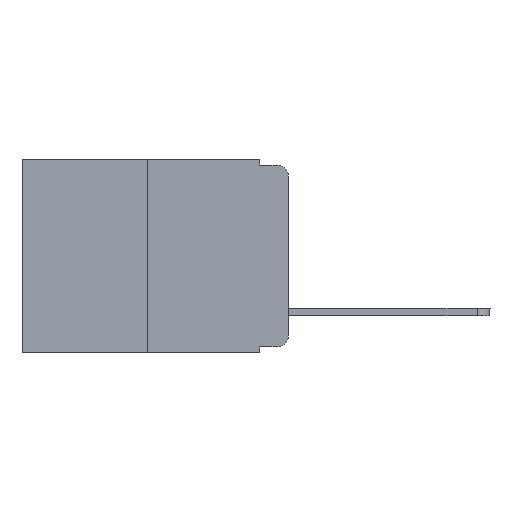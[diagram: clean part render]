
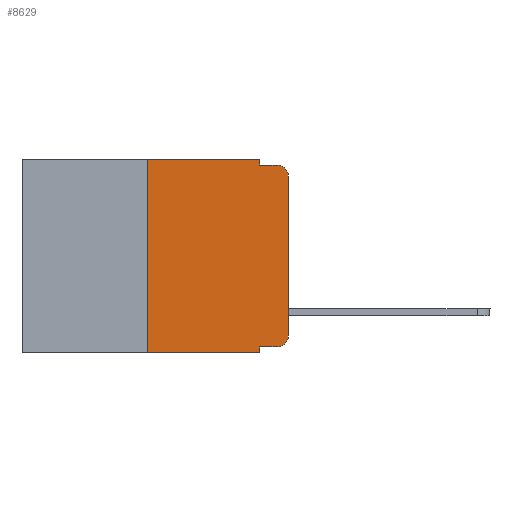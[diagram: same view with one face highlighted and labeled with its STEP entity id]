
A CAD part, left-side view. The second image highlights one B-rep face of the part: STEP entity #8629.
In plain terms, the highlighted planar face has unit normal (-1, 0, 0).
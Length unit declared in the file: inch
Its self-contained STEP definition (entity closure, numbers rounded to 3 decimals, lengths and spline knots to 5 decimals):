
#245 = CARTESIAN_POINT ( 'NONE',  ( 0., 0.473, 0. ) ) ;
#1003 = ORIENTED_EDGE ( 'NONE', *, *, #10434, .F. ) ;
#1104 = VERTEX_POINT ( 'NONE', #15309 ) ;
#1347 = CARTESIAN_POINT ( 'NONE',  ( 0., 0.051, 0. ) ) ;
#1378 = VECTOR ( 'NONE', #13855, 39.37008 ) ;
#1785 = VERTEX_POINT ( 'NONE', #7454 ) ;
#1786 = ORIENTED_EDGE ( 'NONE', *, *, #8292, .T. ) ;
#1905 = CARTESIAN_POINT ( 'NONE',  ( 0., 0., 0. ) ) ;
#1953 = VECTOR ( 'NONE', #3212, 39.37008 ) ;
#2137 = CARTESIAN_POINT ( 'NONE',  ( 0., 0.051, -0.333 ) ) ;
#2141 = VERTEX_POINT ( 'NONE', #2137 ) ;
#2829 = LINE ( 'NONE', #8207, #3994 ) ;
#2983 = DIRECTION ( 'NONE',  ( -1., 0., 0. ) ) ;
#3162 = DIRECTION ( 'NONE',  ( 0., 0., -1. ) ) ;
#3163 = CARTESIAN_POINT ( 'NONE',  ( 0., 0.02, -0.03 ) ) ;
#3212 = DIRECTION ( 'NONE',  ( 0., 0., 1. ) ) ;
#3615 = CARTESIAN_POINT ( 'NONE',  ( 0., 0.25, 0. ) ) ;
#3884 = EDGE_CURVE ( 'NONE', #1785, #8339, #17256, .T. ) ;
#3994 = VECTOR ( 'NONE', #5359, 39.37008 ) ;
#4735 = CARTESIAN_POINT ( 'NONE',  ( 0., 0.051, 0. ) ) ;
#5359 = DIRECTION ( 'NONE',  ( 0., -1., 0. ) ) ;
#5648 = EDGE_LOOP ( 'NONE', ( #5917, #16807, #13075, #16828, #11869, #1003, #1786, #14328, #9939, #7935 ) ) ;
#5917 = ORIENTED_EDGE ( 'NONE', *, *, #9157, .T. ) ;
#6008 = EDGE_CURVE ( 'NONE', #16209, #8643, #17451, .T. ) ;
#6068 = VERTEX_POINT ( 'NONE', #16779 ) ;
#6134 = DIRECTION ( 'NONE',  ( -1., 0., 0. ) ) ;
#6347 = LINE ( 'NONE', #7540, #14760 ) ;
#6567 = DIRECTION ( 'NONE',  ( 0., 0., 1. ) ) ;
#7134 = CARTESIAN_POINT ( 'NONE',  ( 0., 0.02, -0.313 ) ) ;
#7280 = CARTESIAN_POINT ( 'NONE',  ( 0., 0.051, -0.343 ) ) ;
#7350 = DIRECTION ( 'NONE',  ( 0., 0., -1. ) ) ;
#7435 = AXIS2_PLACEMENT_3D ( 'NONE', #7134, #2983, #8619 ) ;
#7454 = CARTESIAN_POINT ( 'NONE',  ( 0., 0.02, -0.333 ) ) ;
#7503 = FACE_OUTER_BOUND ( 'NONE', #5648, .T. ) ;
#7540 = CARTESIAN_POINT ( 'NONE',  ( 0., 0.051, 0. ) ) ;
#7593 = AXIS2_PLACEMENT_3D ( 'NONE', #3163, #6134, #14502 ) ;
#7935 = ORIENTED_EDGE ( 'NONE', *, *, #3884, .T. ) ;
#8051 = LINE ( 'NONE', #3615, #11551 ) ;
#8207 = CARTESIAN_POINT ( 'NONE',  ( 0., 0.051, -0.333 ) ) ;
#8292 = EDGE_CURVE ( 'NONE', #8657, #17684, #16372, .T. ) ;
#8339 = VERTEX_POINT ( 'NONE', #17972 ) ;
#8619 = DIRECTION ( 'NONE',  ( 0., 0., -1. ) ) ;
#8629 = ADVANCED_FACE ( 'NONE', ( #7503 ), #15892, .F. ) ;
#8643 = VERTEX_POINT ( 'NONE', #10500 ) ;
#8657 = VERTEX_POINT ( 'NONE', #15136 ) ;
#9157 = EDGE_CURVE ( 'NONE', #8339, #17216, #11770, .T. ) ;
#9939 = ORIENTED_EDGE ( 'NONE', *, *, #12346, .T. ) ;
#9941 = CARTESIAN_POINT ( 'NONE',  ( 0., 0., -0.03 ) ) ;
#10353 = CARTESIAN_POINT ( 'NONE',  ( 0., 0.051, -0.01 ) ) ;
#10378 = DIRECTION ( 'NONE',  ( 0., 0., -1. ) ) ;
#10434 = EDGE_CURVE ( 'NONE', #8657, #1104, #8051, .T. ) ;
#10500 = CARTESIAN_POINT ( 'NONE',  ( 0., 0.051, -0.01 ) ) ;
#10512 = VECTOR ( 'NONE', #13342, 39.37008 ) ;
#11551 = VECTOR ( 'NONE', #6567, 39.37008 ) ;
#11770 = LINE ( 'NONE', #1905, #1953 ) ;
#11817 = CARTESIAN_POINT ( 'NONE',  ( 0., 0.473, 0. ) ) ;
#11869 = ORIENTED_EDGE ( 'NONE', *, *, #13455, .F. ) ;
#12346 = EDGE_CURVE ( 'NONE', #2141, #1785, #2829, .T. ) ;
#12943 = CIRCLE ( 'NONE', #7593, 0.02 ) ;
#13075 = ORIENTED_EDGE ( 'NONE', *, *, #13542, .F. ) ;
#13307 = VECTOR ( 'NONE', #10378, 39.37008 ) ;
#13342 = DIRECTION ( 'NONE',  ( 0., -1., 0. ) ) ;
#13387 = AXIS2_PLACEMENT_3D ( 'NONE', #11817, #17482, #3162 ) ;
#13455 = EDGE_CURVE ( 'NONE', #1104, #16209, #14076, .T. ) ;
#13542 = EDGE_CURVE ( 'NONE', #8643, #6068, #14629, .T. ) ;
#13855 = DIRECTION ( 'NONE',  ( 0., -1., 0. ) ) ;
#14076 = LINE ( 'NONE', #245, #17645 ) ;
#14328 = ORIENTED_EDGE ( 'NONE', *, *, #18287, .F. ) ;
#14502 = DIRECTION ( 'NONE',  ( 0., 0., -1. ) ) ;
#14629 = LINE ( 'NONE', #10353, #10512 ) ;
#14760 = VECTOR ( 'NONE', #7350, 39.37008 ) ;
#15136 = CARTESIAN_POINT ( 'NONE',  ( 0., 0.25, -0.343 ) ) ;
#15309 = CARTESIAN_POINT ( 'NONE',  ( 0., 0.25, 0. ) ) ;
#15773 = EDGE_CURVE ( 'NONE', #17216, #6068, #12943, .T. ) ;
#15892 = PLANE ( 'NONE',  #13387 ) ;
#16209 = VERTEX_POINT ( 'NONE', #1347 ) ;
#16372 = LINE ( 'NONE', #18061, #1378 ) ;
#16779 = CARTESIAN_POINT ( 'NONE',  ( 0., 0.02, -0.01 ) ) ;
#16807 = ORIENTED_EDGE ( 'NONE', *, *, #15773, .T. ) ;
#16828 = ORIENTED_EDGE ( 'NONE', *, *, #6008, .F. ) ;
#17216 = VERTEX_POINT ( 'NONE', #9941 ) ;
#17256 = CIRCLE ( 'NONE', #7435, 0.02 ) ;
#17451 = LINE ( 'NONE', #4735, #13307 ) ;
#17482 = DIRECTION ( 'NONE',  ( 1., 0., 0. ) ) ;
#17645 = VECTOR ( 'NONE', #18356, 39.37008 ) ;
#17684 = VERTEX_POINT ( 'NONE', #7280 ) ;
#17972 = CARTESIAN_POINT ( 'NONE',  ( 0., 0., -0.313 ) ) ;
#18061 = CARTESIAN_POINT ( 'NONE',  ( 0., 0.473, -0.343 ) ) ;
#18287 = EDGE_CURVE ( 'NONE', #2141, #17684, #6347, .T. ) ;
#18356 = DIRECTION ( 'NONE',  ( 0., -1., 0. ) ) ;
